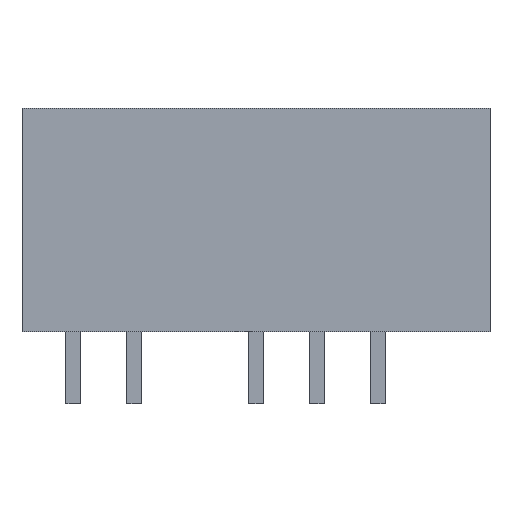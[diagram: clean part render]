
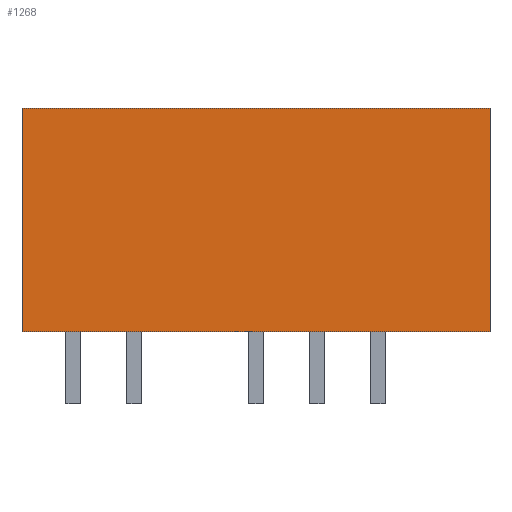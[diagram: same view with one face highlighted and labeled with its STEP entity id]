
A CAD part, top view. The second image highlights one B-rep face of the part: STEP entity #1268.
In plain terms, the highlighted planar face has unit normal (0, 0, 1).
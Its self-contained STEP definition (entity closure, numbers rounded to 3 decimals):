
#20 = CARTESIAN_POINT ( 'NONE',  ( 9.75, 9.3, 3. ) ) ;
#160 = DIRECTION ( 'NONE',  ( 1., 0., 0. ) ) ;
#163 = DIRECTION ( 'NONE',  ( 0., -1., 0. ) ) ;
#180 = ORIENTED_EDGE ( 'NONE', *, *, #1331, .F. ) ;
#246 = CARTESIAN_POINT ( 'NONE',  ( -9.75, 0., 3. ) ) ;
#292 = VERTEX_POINT ( 'NONE', #1128 ) ;
#382 = DIRECTION ( 'NONE',  ( 0., 0., -1. ) ) ;
#390 = LINE ( 'NONE', #1012, #696 ) ;
#449 = VERTEX_POINT ( 'NONE', #246 ) ;
#478 = DIRECTION ( 'NONE',  ( 0., -1., 0. ) ) ;
#536 = ORIENTED_EDGE ( 'NONE', *, *, #974, .F. ) ;
#578 = PLANE ( 'NONE',  #674 ) ;
#580 = DIRECTION ( 'NONE',  ( 1., 0., 0. ) ) ;
#584 = VERTEX_POINT ( 'NONE', #800 ) ;
#589 = CARTESIAN_POINT ( 'NONE',  ( -9.75, 9.3, 3. ) ) ;
#659 = VECTOR ( 'NONE', #160, 1000. ) ;
#674 = AXIS2_PLACEMENT_3D ( 'NONE', #1008, #382, #1344 ) ;
#679 = LINE ( 'NONE', #1114, #659 ) ;
#696 = VECTOR ( 'NONE', #478, 1000. ) ;
#754 = VERTEX_POINT ( 'NONE', #935 ) ;
#793 = LINE ( 'NONE', #20, #1315 ) ;
#800 = CARTESIAN_POINT ( 'NONE',  ( -9.75, 9.3, 3. ) ) ;
#895 = FACE_OUTER_BOUND ( 'NONE', #919, .T. ) ;
#912 = ORIENTED_EDGE ( 'NONE', *, *, #1352, .T. ) ;
#919 = EDGE_LOOP ( 'NONE', ( #946, #180, #536, #912 ) ) ;
#927 = EDGE_CURVE ( 'NONE', #449, #292, #679, .T. ) ;
#935 = CARTESIAN_POINT ( 'NONE',  ( 9.75, 9.3, 3. ) ) ;
#946 = ORIENTED_EDGE ( 'NONE', *, *, #927, .T. ) ;
#974 = EDGE_CURVE ( 'NONE', #584, #754, #1341, .T. ) ;
#1008 = CARTESIAN_POINT ( 'NONE',  ( -9.75, 9.3, 3. ) ) ;
#1012 = CARTESIAN_POINT ( 'NONE',  ( -9.75, 9.3, 3. ) ) ;
#1114 = CARTESIAN_POINT ( 'NONE',  ( -9.75, 0., 3. ) ) ;
#1128 = CARTESIAN_POINT ( 'NONE',  ( 9.75, 0., 3. ) ) ;
#1156 = VECTOR ( 'NONE', #580, 1000. ) ;
#1268 = ADVANCED_FACE ( 'NONE', ( #895 ), #578, .F. ) ;
#1315 = VECTOR ( 'NONE', #163, 1000. ) ;
#1331 = EDGE_CURVE ( 'NONE', #754, #292, #793, .T. ) ;
#1341 = LINE ( 'NONE', #589, #1156 ) ;
#1344 = DIRECTION ( 'NONE',  ( -1., 0., 0. ) ) ;
#1352 = EDGE_CURVE ( 'NONE', #584, #449, #390, .T. ) ;
